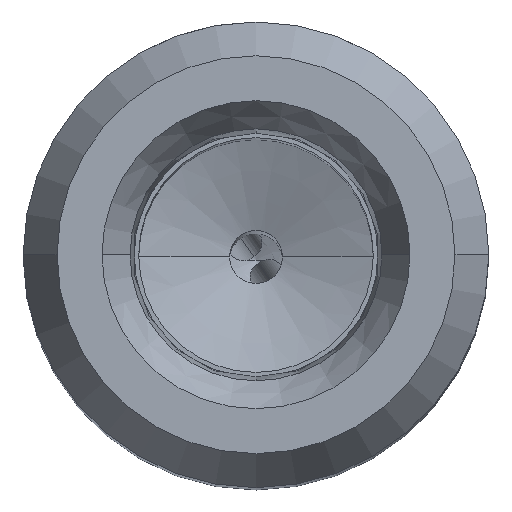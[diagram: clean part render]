
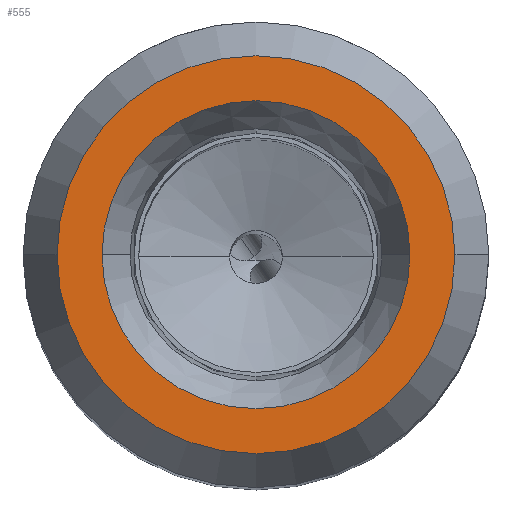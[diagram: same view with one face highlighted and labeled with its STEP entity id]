
A CAD part, top view. The second image highlights one B-rep face of the part: STEP entity #555.
In plain terms, the highlighted planar face has unit normal (0, 0, 1).
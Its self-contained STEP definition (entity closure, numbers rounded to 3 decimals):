
#154=FACE_BOUND('',#968,.T.);
#155=FACE_BOUND('',#969,.T.);
#185=PLANE('',#3926);
#555=ADVANCED_FACE('',(#154,#155),#185,.T.);
#968=EDGE_LOOP('',(#1468,#1469));
#969=EDGE_LOOP('',(#1470,#1471));
#1163=CIRCLE('',#3920,5.25);
#1164=CIRCLE('',#3922,5.25);
#1165=CIRCLE('',#3924,6.783);
#1166=CIRCLE('',#3925,6.783);
#1468=ORIENTED_EDGE('',*,*,#2965,.T.);
#1469=ORIENTED_EDGE('',*,*,#2966,.T.);
#1470=ORIENTED_EDGE('',*,*,#2967,.T.);
#1471=ORIENTED_EDGE('',*,*,#2968,.T.);
#2523=VERTEX_POINT('',#5405);
#2524=VERTEX_POINT('',#5407);
#2525=VERTEX_POINT('',#5413);
#2526=VERTEX_POINT('',#5414);
#2965=EDGE_CURVE('',#2523,#2524,#1163,.T.);
#2966=EDGE_CURVE('',#2524,#2523,#1164,.T.);
#2967=EDGE_CURVE('',#2525,#2526,#1165,.T.);
#2968=EDGE_CURVE('',#2526,#2525,#1166,.T.);
#3920=AXIS2_PLACEMENT_3D('',#5408,#4382,#4383);
#3922=AXIS2_PLACEMENT_3D('',#5410,#4386,#4387);
#3924=AXIS2_PLACEMENT_3D('',#5412,#4390,#4391);
#3925=AXIS2_PLACEMENT_3D('',#5415,#4392,#4393);
#3926=AXIS2_PLACEMENT_3D('',#5416,#4394,#4395);
#4382=DIRECTION('',(0.,0.,-1.));
#4383=DIRECTION('',(-1.,0.,0.));
#4386=DIRECTION('',(0.,0.,-1.));
#4387=DIRECTION('',(1.,0.,0.));
#4390=DIRECTION('',(0.,0.,1.));
#4391=DIRECTION('',(-1.,0.,0.));
#4392=DIRECTION('',(0.,0.,1.));
#4393=DIRECTION('',(1.,0.,0.));
#4394=DIRECTION('',(0.,0.,1.));
#4395=DIRECTION('',(-1.,0.,0.));
#5405=CARTESIAN_POINT('',(-5.25,0.,24.5));
#5407=CARTESIAN_POINT('',(5.25,0.,24.5));
#5408=CARTESIAN_POINT('',(0.,0.,24.5));
#5410=CARTESIAN_POINT('',(0.,0.,24.5));
#5412=CARTESIAN_POINT('',(0.,0.,24.5));
#5413=CARTESIAN_POINT('',(-6.783,0.,24.5));
#5414=CARTESIAN_POINT('',(6.783,0.,24.5));
#5415=CARTESIAN_POINT('',(0.,0.,24.5));
#5416=CARTESIAN_POINT('',(0.,0.,24.5));
